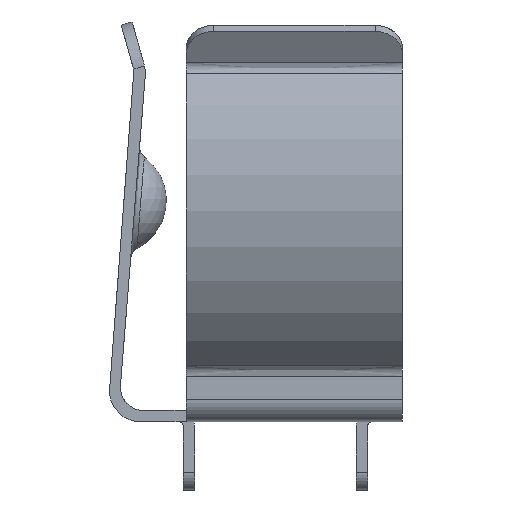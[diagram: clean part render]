
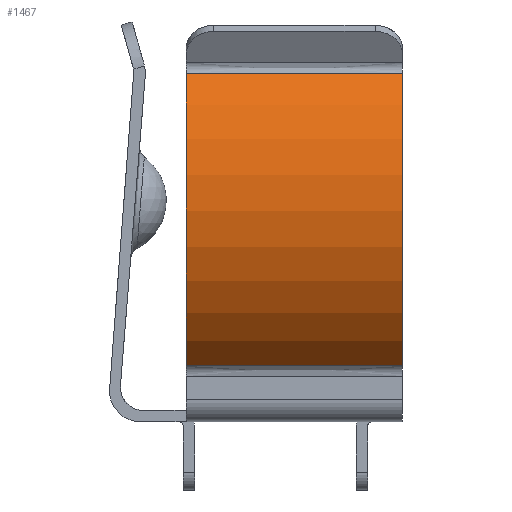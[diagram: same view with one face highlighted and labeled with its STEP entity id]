
A CAD part, left-side view. The second image highlights one B-rep face of the part: STEP entity #1467.
In plain terms, the highlighted cylindrical face has radius 9.5 mm (diameter 19 mm), a partial arc.
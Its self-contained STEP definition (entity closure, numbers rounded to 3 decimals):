
#22=CIRCLE('',#1550,9.5);
#24=CIRCLE('',#1555,9.5);
#42=CYLINDRICAL_SURFACE('',#1554,9.5);
#303=FACE_OUTER_BOUND('',#387,.T.);
#387=EDGE_LOOP('',(#1122,#1123,#1124,#1125));
#509=B_SPLINE_CURVE_WITH_KNOTS('',3,(#2888,#2889,#2890,#2891),
 .UNSPECIFIED.,.F.,.F.,(4,4),(-0.952,0.),
 .UNSPECIFIED.);
#521=B_SPLINE_CURVE_WITH_KNOTS('',3,(#3051,#3052,#3053,#3054),
 .UNSPECIFIED.,.F.,.F.,(4,4),(0.,0.952),
 .UNSPECIFIED.);
#633=VERTEX_POINT('',#2872);
#634=VERTEX_POINT('',#2880);
#646=VERTEX_POINT('',#2970);
#651=VERTEX_POINT('',#3043);
#810=EDGE_CURVE('',#634,#633,#509,.T.);
#825=EDGE_CURVE('',#646,#634,#22,.T.);
#833=EDGE_CURVE('',#651,#646,#521,.T.);
#835=EDGE_CURVE('',#651,#633,#24,.T.);
#1122=ORIENTED_EDGE('',*,*,#810,.F.);
#1123=ORIENTED_EDGE('',*,*,#825,.F.);
#1124=ORIENTED_EDGE('',*,*,#833,.F.);
#1125=ORIENTED_EDGE('',*,*,#835,.T.);
#1467=ADVANCED_FACE('',(#303),#42,.T.);
#1550=AXIS2_PLACEMENT_3D('',#2978,#1678,#1679);
#1554=AXIS2_PLACEMENT_3D('',#3059,#1688,#1689);
#1555=AXIS2_PLACEMENT_3D('',#3060,#1690,#1691);
#1678=DIRECTION('center_axis',(0.,1.,0.));
#1679=DIRECTION('ref_axis',(-0.586,0.,-0.81));
#1688=DIRECTION('center_axis',(0.,1.,0.));
#1689=DIRECTION('ref_axis',(-0.586,0.,-0.81));
#1690=DIRECTION('center_axis',(0.,1.,0.));
#1691=DIRECTION('ref_axis',(-0.586,0.,-0.81));
#2872=CARTESIAN_POINT('',(-7.861,-5.5,15.334));
#2880=CARTESIAN_POINT('',(-7.861,4.02,15.334));
#2888=CARTESIAN_POINT('Ctrl Pts',(-7.861,4.02,15.334));
#2889=CARTESIAN_POINT('Ctrl Pts',(-7.861,0.847,15.334));
#2890=CARTESIAN_POINT('Ctrl Pts',(-7.861,-2.327,15.334));
#2891=CARTESIAN_POINT('Ctrl Pts',(-7.861,-5.5,15.334));
#2970=CARTESIAN_POINT('',(-5.786,4.02,2.465));
#2978=CARTESIAN_POINT('Origin',(0.,4.02,10.));
#3043=CARTESIAN_POINT('',(-5.786,-5.5,2.465));
#3051=CARTESIAN_POINT('Ctrl Pts',(-5.786,-5.5,2.465));
#3052=CARTESIAN_POINT('Ctrl Pts',(-5.786,-2.327,2.465));
#3053=CARTESIAN_POINT('Ctrl Pts',(-5.786,0.847,2.465));
#3054=CARTESIAN_POINT('Ctrl Pts',(-5.786,4.02,2.465));
#3059=CARTESIAN_POINT('Origin',(0.,-5.5,10.));
#3060=CARTESIAN_POINT('Origin',(0.,-5.5,10.));
